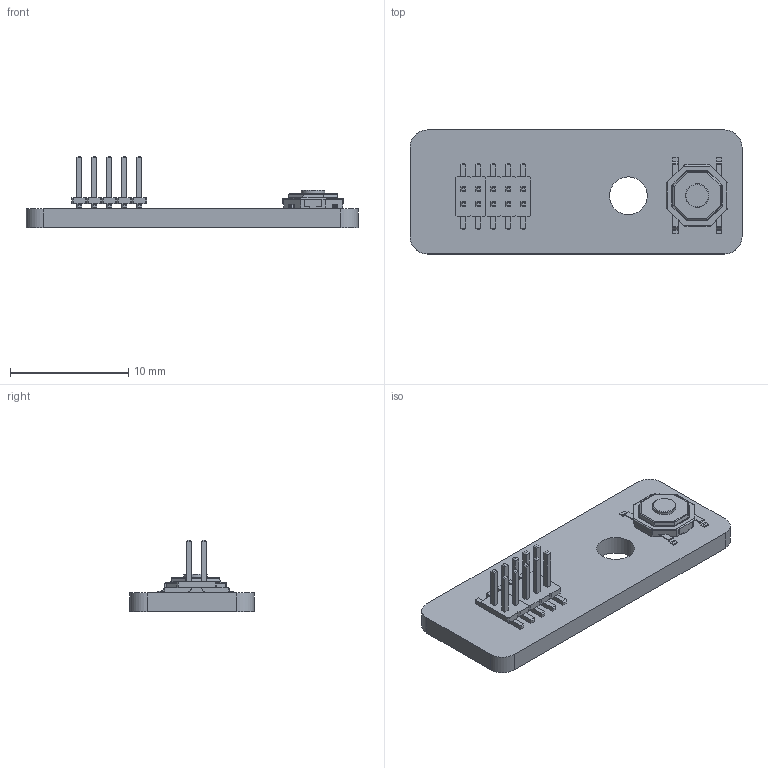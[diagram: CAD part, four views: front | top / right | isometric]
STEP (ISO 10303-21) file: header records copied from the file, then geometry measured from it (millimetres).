
FILE_DESCRIPTION(/* description */ (''),/* implementation_level */ '2;1');
FILE_NAME(/* name */ 'sc_reset_small v1.step',/* time_stamp */ '2023-10-24T20:19:30+02:00',/* author */ (''),/* organization */ (''),/* preprocessor_version */ 'ST-DEVELOPER v20',/* originating_system */ 'Autodesk Translation Framework v12.9.0.99',/* authorisation */ '');
FILE_SCHEMA (('AUTOMOTIVE_DESIGN { 1 0 10303 214 3 1 1 }'));
Length unit declared in the file: millimetre
Products named in the file (8): sc_reset_small; SW_SPST_TL3342; SOLID; PinHeader_2x03_P1.27mm_Vertical_SMD; SOLID (1); PinHeader_2x05_P1.27mm_Vertical_SMD; SOLID (2); COMPOUND
Assembly tree (7 placements, depth 3):
  sc_reset_small
    SW_SPST_TL3342
      SOLID
    PinHeader_2x03_P1.27mm_Vertical_SMD
      SOLID (1)
    PinHeader_2x05_P1.27mm_Vertical_SMD
      SOLID (2)
    COMPOUND
Bounding box: 28.11 x 10.5 x 6.05 mm (x, y, z)
Volume: 512.5 mm3; surface area: 1012.5 mm2
Topology: 4 solids, 5 shells, 564 faces, 1400 edges, 869 vertices
Faces by surface type: plane 489, cylinder 66, bspline 8, torus 1
Full cylindrical faces by diameter (mm): 2 x1, 3.2 x1
Entity records: 19184 total; most frequent: CARTESIAN_POINT 5072, ORIENTED_EDGE 2800, DIRECTION 2640, EDGE_CURVE 1400, LINE 1254, VECTOR 1254, VERTEX_POINT 869, AXIS2_PLACEMENT_3D 693
